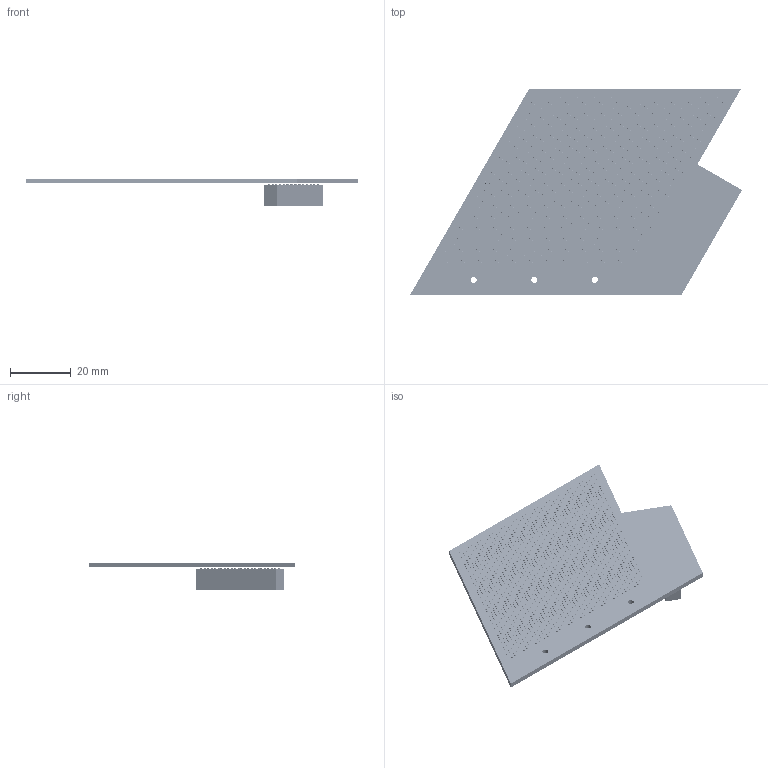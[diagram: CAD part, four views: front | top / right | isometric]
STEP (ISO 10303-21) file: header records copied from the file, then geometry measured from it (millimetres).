
FILE_DESCRIPTION(('KiCad electronic assembly'),'2;1');
FILE_NAME('led_mapper_850_v4.step','2025-03-13T10:21:08',('Pcbnew'),( 'Kicad'),'Open CASCADE STEP processor 7.8','KiCad to STEP converter' ,'Unknown');
FILE_SCHEMA(('AUTOMOTIVE_DESIGN { 1 0 10303 214 1 1 1 1 }'));
Length unit declared in the file: millimetre
Products named in the file (6): led_mapper_850_v4 1; LED_0201_0603Metric; PinSocket_2x12_P2.54mm_Vertical_SMD; led_mapper_850_PCB
Assembly tree (2120 placements, depth 3):
  led_mapper_850_v4 1
    LED_0201_0603Metric  x2116
      LED_0201_0603Metric
    PinSocket_2x12_P2.54mm_Vertical_SMD
      PinSocket_2x12_P2.54mm_Vertical_SMD
    led_mapper_850_PCB
Bounding box: 109.56 x 68 x 9.37 mm (x, y, z)
Volume: 9935.5 mm3; surface area: 14644.1 mm2
Topology: 2118 solids, 2118 shells, 51525 faces, 114023 edges, 73130 vertices
Faces by surface type: plane 51450, cylinder 75
Full cylindrical faces by diameter (mm): 2 x3
Entity records: 44645 total; most frequent: DIRECTION 7850, CARTESIAN_POINT 6034, ORIENTED_EDGE 3856, AXIS2_PLACEMENT_3D 3036, PRODUCT_DEFINITION_SHAPE 2126, CONTEXT_DEPENDENT_SHAPE_REPRESENTATION 2120, ITEM_DEFINED_TRANSFORMATION 2120, NEXT_ASSEMBLY_USAGE_OCCURRENCE 2120
